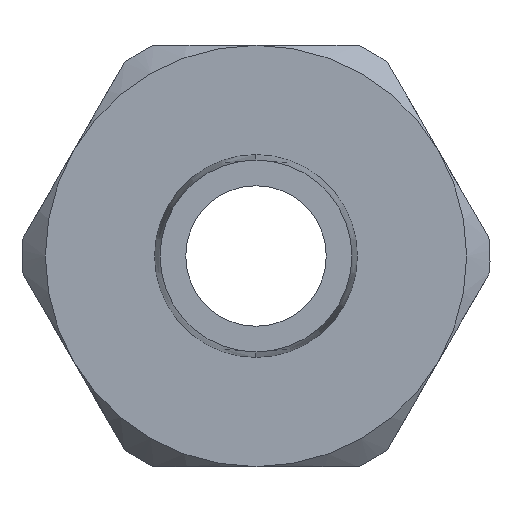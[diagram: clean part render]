
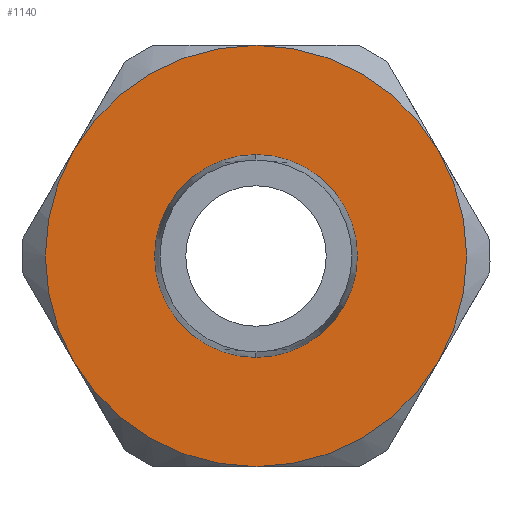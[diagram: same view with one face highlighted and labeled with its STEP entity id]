
A CAD part, left-side view. The second image highlights one B-rep face of the part: STEP entity #1140.
In plain terms, the highlighted planar face has unit normal (-1, 0, 0).
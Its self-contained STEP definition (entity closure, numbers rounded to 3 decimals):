
#12 = CIRCLE ( 'NONE', #561, 13.5 ) ;
#15 = CIRCLE ( 'NONE', #76, 13.5 ) ;
#24 = ORIENTED_EDGE ( 'NONE', *, *, #812, .T. ) ;
#67 = CARTESIAN_POINT ( 'NONE',  ( 16., 0., 0. ) ) ;
#71 = CARTESIAN_POINT ( 'NONE',  ( 16., 0., 0. ) ) ;
#76 = AXIS2_PLACEMENT_3D ( 'NONE', #553, #731, #902 ) ;
#94 = CARTESIAN_POINT ( 'NONE',  ( 16., 0., 0. ) ) ;
#113 = VERTEX_POINT ( 'NONE', #300 ) ;
#149 = CIRCLE ( 'NONE', #905, 13.5 ) ;
#151 = CARTESIAN_POINT ( 'NONE',  ( 16., -11.691, 6.75 ) ) ;
#163 = DIRECTION ( 'NONE',  ( -1., 0., 0. ) ) ;
#167 = FACE_OUTER_BOUND ( 'NONE', #532, .T. ) ;
#170 = CARTESIAN_POINT ( 'NONE',  ( 16., 0., 0. ) ) ;
#171 = VERTEX_POINT ( 'NONE', #151 ) ;
#179 = CARTESIAN_POINT ( 'NONE',  ( 16., -11.691, -6.75 ) ) ;
#241 = CIRCLE ( 'NONE', #529, 13.5 ) ;
#247 = DIRECTION ( 'NONE',  ( 1., 0., 0. ) ) ;
#253 = DIRECTION ( 'NONE',  ( 0., 0., 1. ) ) ;
#269 = DIRECTION ( 'NONE',  ( -1., 0., 0. ) ) ;
#282 = AXIS2_PLACEMENT_3D ( 'NONE', #94, #440, #846 ) ;
#290 = EDGE_CURVE ( 'NONE', #113, #410, #12, .T. ) ;
#300 = CARTESIAN_POINT ( 'NONE',  ( 16., 0., -13.5 ) ) ;
#313 = EDGE_CURVE ( 'NONE', #690, #417, #1030, .T. ) ;
#331 = FACE_BOUND ( 'NONE', #363, .T. ) ;
#334 = VERTEX_POINT ( 'NONE', #404 ) ;
#337 = DIRECTION ( 'NONE',  ( 0., 0., 1. ) ) ;
#347 = CARTESIAN_POINT ( 'NONE',  ( 16., 11.691, -6.75 ) ) ;
#363 = EDGE_LOOP ( 'NONE', ( #370, #967 ) ) ;
#370 = ORIENTED_EDGE ( 'NONE', *, *, #453, .F. ) ;
#404 = CARTESIAN_POINT ( 'NONE',  ( 16., 11.691, 6.75 ) ) ;
#410 = VERTEX_POINT ( 'NONE', #179 ) ;
#417 = VERTEX_POINT ( 'NONE', #1138 ) ;
#440 = DIRECTION ( 'NONE',  ( -1., 0., 0. ) ) ;
#443 = CARTESIAN_POINT ( 'NONE',  ( 16., 0., 0. ) ) ;
#445 = CARTESIAN_POINT ( 'NONE',  ( 16., 0., 0. ) ) ;
#449 = DIRECTION ( 'NONE',  ( -1., 0., 0. ) ) ;
#453 = EDGE_CURVE ( 'NONE', #417, #690, #578, .T. ) ;
#517 = ORIENTED_EDGE ( 'NONE', *, *, #640, .T. ) ;
#529 = AXIS2_PLACEMENT_3D ( 'NONE', #71, #163, #337 ) ;
#532 = EDGE_LOOP ( 'NONE', ( #1088, #728, #790, #517, #850, #24 ) ) ;
#536 = DIRECTION ( 'NONE',  ( -1., 0., 0. ) ) ;
#549 = CIRCLE ( 'NONE', #761, 13.5 ) ;
#553 = CARTESIAN_POINT ( 'NONE',  ( 16., 0., 0. ) ) ;
#561 = AXIS2_PLACEMENT_3D ( 'NONE', #890, #449, #886 ) ;
#578 = CIRCLE ( 'NONE', #282, 6.5 ) ;
#592 = EDGE_CURVE ( 'NONE', #1068, #113, #241, .T. ) ;
#602 = DIRECTION ( 'NONE',  ( 0., 0., 1. ) ) ;
#622 = PLANE ( 'NONE',  #872 ) ;
#640 = EDGE_CURVE ( 'NONE', #171, #825, #149, .T. ) ;
#648 = CARTESIAN_POINT ( 'NONE',  ( 16., 0., 13.5 ) ) ;
#671 = CIRCLE ( 'NONE', #704, 13.5 ) ;
#690 = VERTEX_POINT ( 'NONE', #966 ) ;
#704 = AXIS2_PLACEMENT_3D ( 'NONE', #445, #789, #602 ) ;
#705 = DIRECTION ( 'NONE',  ( -1., 0., 0. ) ) ;
#728 = ORIENTED_EDGE ( 'NONE', *, *, #290, .T. ) ;
#731 = DIRECTION ( 'NONE',  ( -1., 0., 0. ) ) ;
#733 = EDGE_CURVE ( 'NONE', #825, #334, #549, .T. ) ;
#734 = EDGE_CURVE ( 'NONE', #410, #171, #671, .T. ) ;
#761 = AXIS2_PLACEMENT_3D ( 'NONE', #170, #536, #1056 ) ;
#777 = DIRECTION ( 'NONE',  ( 0., 0., -1. ) ) ;
#789 = DIRECTION ( 'NONE',  ( -1., 0., 0. ) ) ;
#790 = ORIENTED_EDGE ( 'NONE', *, *, #734, .T. ) ;
#812 = EDGE_CURVE ( 'NONE', #334, #1068, #15, .T. ) ;
#825 = VERTEX_POINT ( 'NONE', #648 ) ;
#846 = DIRECTION ( 'NONE',  ( 0., 0., 1. ) ) ;
#850 = ORIENTED_EDGE ( 'NONE', *, *, #733, .T. ) ;
#872 = AXIS2_PLACEMENT_3D ( 'NONE', #443, #247, #777 ) ;
#886 = DIRECTION ( 'NONE',  ( 0., 0., 1. ) ) ;
#890 = CARTESIAN_POINT ( 'NONE',  ( 16., 0., 0. ) ) ;
#902 = DIRECTION ( 'NONE',  ( 0., 0., 1. ) ) ;
#905 = AXIS2_PLACEMENT_3D ( 'NONE', #67, #705, #1135 ) ;
#966 = CARTESIAN_POINT ( 'NONE',  ( 16., 0., -6.5 ) ) ;
#967 = ORIENTED_EDGE ( 'NONE', *, *, #313, .F. ) ;
#1030 = CIRCLE ( 'NONE', #1094, 6.5 ) ;
#1056 = DIRECTION ( 'NONE',  ( 0., 0., 1. ) ) ;
#1068 = VERTEX_POINT ( 'NONE', #347 ) ;
#1088 = ORIENTED_EDGE ( 'NONE', *, *, #592, .T. ) ;
#1094 = AXIS2_PLACEMENT_3D ( 'NONE', #1134, #269, #253 ) ;
#1134 = CARTESIAN_POINT ( 'NONE',  ( 16., 0., 0. ) ) ;
#1135 = DIRECTION ( 'NONE',  ( 0., 0., 1. ) ) ;
#1138 = CARTESIAN_POINT ( 'NONE',  ( 16., 0., 6.5 ) ) ;
#1140 = ADVANCED_FACE ( 'NONE', ( #331, #167 ), #622, .F. ) ;
